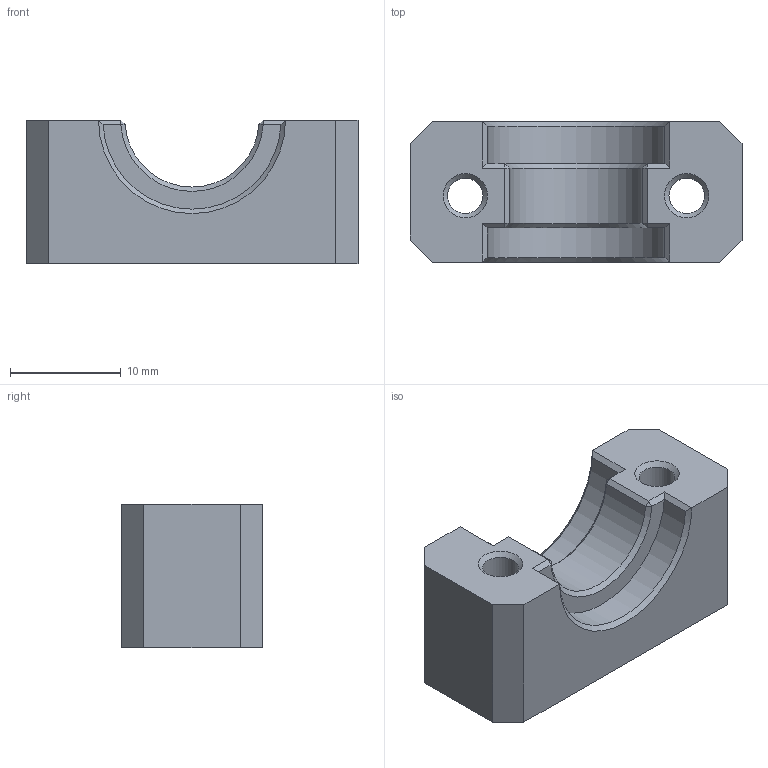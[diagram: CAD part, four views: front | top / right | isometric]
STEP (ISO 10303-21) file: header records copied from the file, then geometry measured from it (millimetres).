
FILE_DESCRIPTION(/* description */ (''),/* implementation_level */ '2;1');
FILE_NAME(/* name */ 'HotEndClamp v12.step',/* time_stamp */ '2025-04-20T18:24:01+10:00',/* author */ (''),/* organization */ (''),/* preprocessor_version */ 'ST-DEVELOPER v20.1',/* originating_system */ 'Autodesk Translation Framework v14.4.0.0',/* authorisation */ '');
FILE_SCHEMA (('AUTOMOTIVE_DESIGN { 1 0 10303 214 3 1 1 }'));
Length unit declared in the file: millimetre
Products named in the file (1): HotEndClamp
Bounding box: 30 x 12.7 x 13 mm (x, y, z)
Volume: 3590.9 mm3; surface area: 1976.2 mm2
Topology: 1 solids, 1 shells, 40 faces, 94 edges, 56 vertices
Faces by surface type: plane 27, cone 8, cylinder 5
Full cylindrical faces by diameter (mm): 3.2 x2
Entity records: 1161 total; most frequent: CARTESIAN_POINT 211, DIRECTION 190, ORIENTED_EDGE 188, EDGE_CURVE 94, LINE 64, VECTOR 64, AXIS2_PLACEMENT_3D 63, VERTEX_POINT 56
